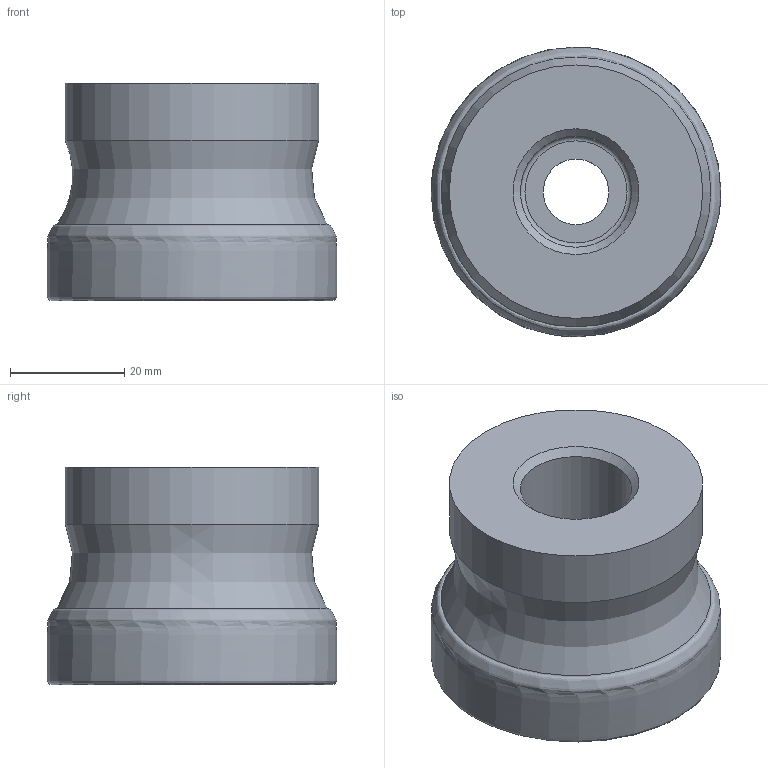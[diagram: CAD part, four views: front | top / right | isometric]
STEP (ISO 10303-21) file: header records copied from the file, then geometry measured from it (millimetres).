
FILE_DESCRIPTION(/* description */ (''),/* implementation_level */ '2;1');
FILE_NAME(/* name */ '1696329568223.stp',/* time_stamp */ '2023-10-03T16:09:39+06:00',/* author */ (''),/* organization */ ('SMS'),/* preprocessor_version */ 'ST-DEVELOPER v16.7',/* originating_system */ 'SIEMENS PLM Software NX 12.0',/* authorisation */ '');
FILE_SCHEMA (('AUTOMOTIVE_DESIGN { 1 0 10303 214 3 1 1 1 }'));
Length unit declared in the file: millimetre
Products named in the file (4): 204674516mod000_00; 204879752mod000_00; ASSEMBLY_CONSTRUCTION; 204879753mod000_00
Assembly tree (3 placements, depth 2):
  204879753mod000_00
    ASSEMBLY_CONSTRUCTION
    204879752mod000_00
    204674516mod000_00
Bounding box: 50.8 x 50.8 x 38.1 mm (x, y, z)
Volume: 63311.4 mm3; surface area: 15848.2 mm2
Topology: 2 solids, 2 shells, 19 faces, 36 edges, 33 vertices
Faces by surface type: cylinder 5, plane 5, torus 5, cone 3, bspline 1
Full cylindrical faces by diameter (mm): 11.5 x1, 17.15 x1, 19.5 x1, 44.45 x1, 48.3 x1
Entity records: 10127 total; most frequent: CARTESIAN_POINT 9583, DIRECTION 100, AXIS2_PLACEMENT_3D 50, FACE_BOUND 37, EDGE_LOOP 36, ORIENTED_EDGE 36, STYLED_ITEM 24, PRESENTATION_STYLE_ASSIGNMENT 24
